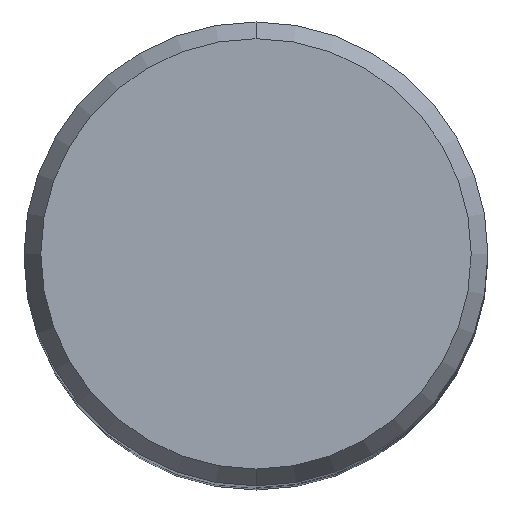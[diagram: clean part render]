
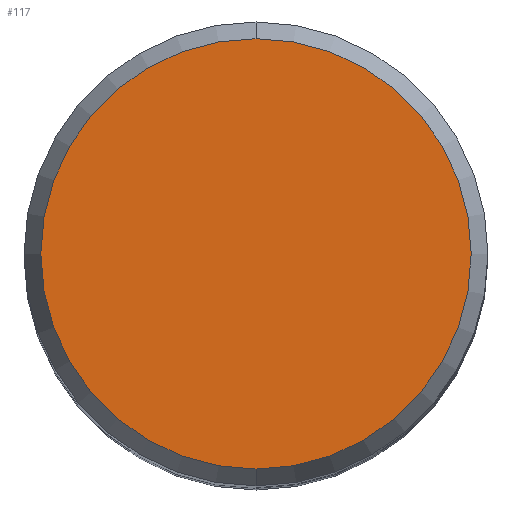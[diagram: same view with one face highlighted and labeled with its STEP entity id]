
A CAD part, top view. The second image highlights one B-rep face of the part: STEP entity #117.
In plain terms, the highlighted planar face has unit normal (0, 0, 1).
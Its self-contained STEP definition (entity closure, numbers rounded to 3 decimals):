
#117=ADVANCED_FACE('',(#304),#305,.T.);
#127=EDGE_CURVE('',#279,#271,#315,.T.);
#173=EDGE_CURVE('',#271,#279,#369,.T.);
#271=VERTEX_POINT('',#481);
#279=VERTEX_POINT('',#489);
#304=FACE_OUTER_BOUND('',#507,.T.);
#305=PLANE('',#508);
#315=CIRCLE('',#521,8.837);
#369=CIRCLE('',#592,8.837);
#481=CARTESIAN_POINT('',(0.,-8.837,0.01));
#489=CARTESIAN_POINT('',(0.0,8.837,0.01));
#507=EDGE_LOOP('',(#750,#751));
#508=AXIS2_PLACEMENT_3D('',#752,#753,#754);
#521=AXIS2_PLACEMENT_3D('',#756,#757,#758);
#592=AXIS2_PLACEMENT_3D('',#827,#828,#829);
#750=ORIENTED_EDGE('',*,*,#127,.F.);
#751=ORIENTED_EDGE('',*,*,#173,.F.);
#752=CARTESIAN_POINT('',(0.0,4.419,0.01));
#753=DIRECTION('',(-0.0,0.0,1.0));
#754=DIRECTION('',(0.0,-1.0,0.0));
#756=CARTESIAN_POINT('',(0.0,0.0,0.01));
#757=DIRECTION('',(0.0,0.0,-1.0));
#758=DIRECTION('',(0.0,1.0,0.0));
#827=CARTESIAN_POINT('',(0.0,0.0,0.01));
#828=DIRECTION('',(0.0,0.0,-1.0));
#829=DIRECTION('',(0.0,1.0,0.0));
